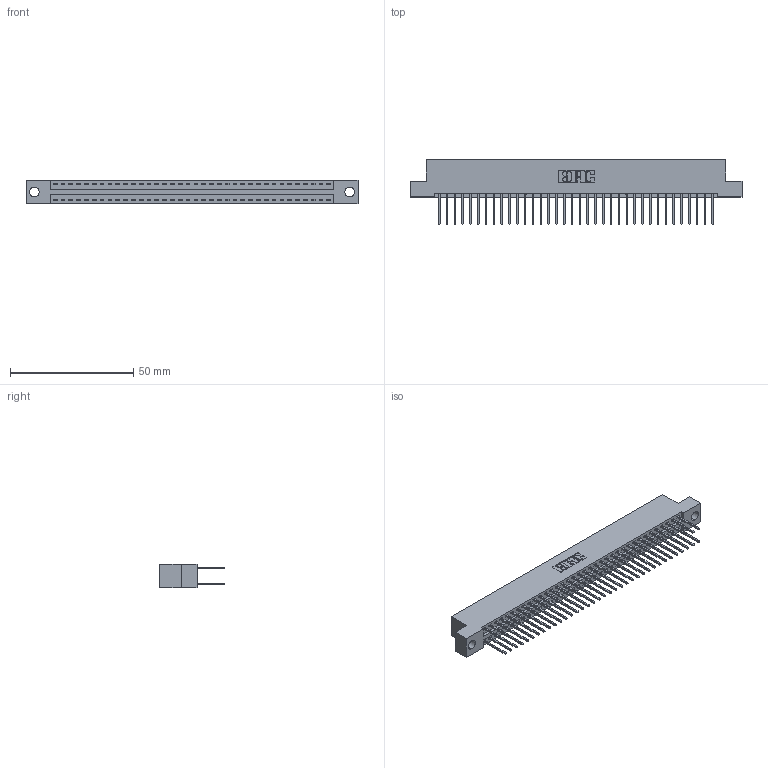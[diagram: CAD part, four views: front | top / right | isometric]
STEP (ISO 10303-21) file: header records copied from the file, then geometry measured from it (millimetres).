
FILE_DESCRIPTION (( 'STEP AP203' ), '1' );
FILE_NAME ('346-072-522-204.STEP', '2022-05-24T23:29:56', ( '' ), ( '' ), 'SwSTEP 2.0', 'SolidWorks 2020', '' );
FILE_SCHEMA (( 'CONFIG_CONTROL_DESIGN' ));
Length unit declared in the file: inch
Products named in the file (3): 346-072-522-204; 346 Part_Flush Mounting Lugs - 0.156 Dia-TH; 345-292-001_345-293-122
Assembly tree (73 placements, depth 2):
  346-072-522-204
    346 Part_Flush Mounting Lugs - 0.156 Dia-TH
    345-292-001_345-293-122  x72
Bounding box: 134.87 x 26.42 x 9.4 mm (x, y, z)
Volume: 13183.8 mm3; surface area: 18730.9 mm2
Topology: 73 solids, 73 shells, 3880 faces, 11525 edges, 7586 vertices
Faces by surface type: plane 2610, cylinder 1270
Entity records: 24739 total; most frequent: CARTESIAN_POINT 4090, ORIENTED_EDGE 4022, DIRECTION 3655, EDGE_CURVE 2011, LINE 1735, VECTOR 1735, VERTEX_POINT 1338, AXIS2_PLACEMENT_3D 960
